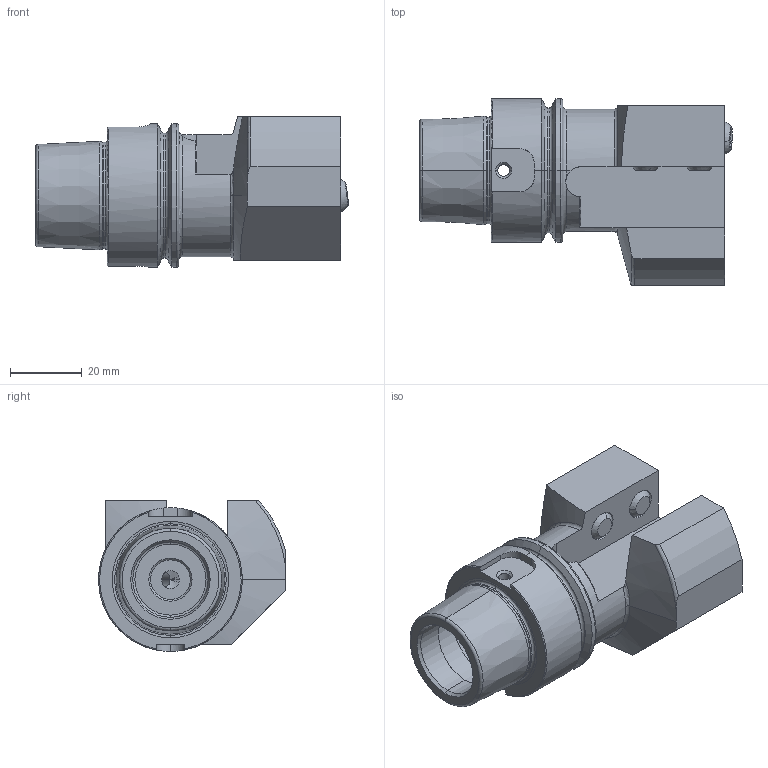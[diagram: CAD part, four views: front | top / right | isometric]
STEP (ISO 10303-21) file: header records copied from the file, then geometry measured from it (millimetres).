
FILE_DESCRIPTION (( 'STEP AP203' ), '1' );
FILE_NAME ('HA0-B10.K01.070.STEP', '2014-01-16T07:05:48', ( 'baer' ), ( 'Hewlett-Packard Company' ), 'SwSTEP 2.0', 'SolidWorks 2012', '' );
FILE_SCHEMA (( 'CONFIG_CONTROL_DESIGN' ));
Length unit declared in the file: millimetre
Products named in the file (6): HA0-B10.K01.070; KU1-U12.001.010; KU1-U12.001.010_2; KU1-U12.001.010_1; ISO 4026 - M8 x 16_PreviewCfg; HE4-V16.L11.065_A_Fertigbearbeitung
Assembly tree (6 placements, depth 3):
  HA0-B10.K01.070
    HE4-V16.L11.065_A_Fertigbearbeitung
    ISO 4026 - M8 x 16_PreviewCfg  x2
    KU1-U12.001.010
      KU1-U12.001.010_1
      KU1-U12.001.010_2
Bounding box: 87.09 x 52 x 42 mm (x, y, z)
Volume: 80669 mm3; surface area: 21837.5 mm2
Topology: 5 solids, 5 shells, 185 faces, 440 edges, 265 vertices
Faces by surface type: cylinder 54, cone 52, plane 49, torus 26, sphere 4
Entity records: 5833 total; most frequent: CARTESIAN_POINT 1215, DIRECTION 904, ORIENTED_EDGE 788, EDGE_CURVE 394, AXIS2_PLACEMENT_3D 373, VERTEX_POINT 239, CIRCLE 193, EDGE_LOOP 191
